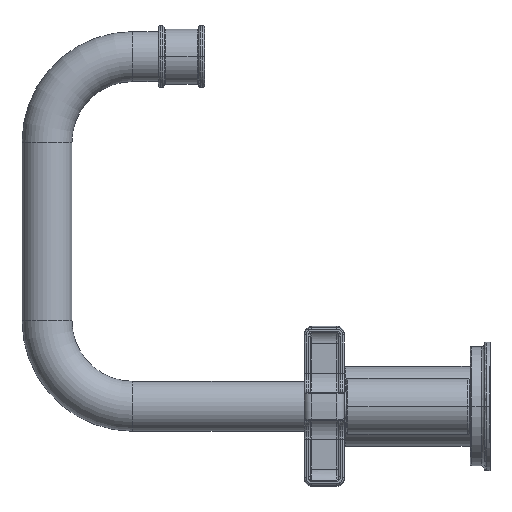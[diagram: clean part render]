
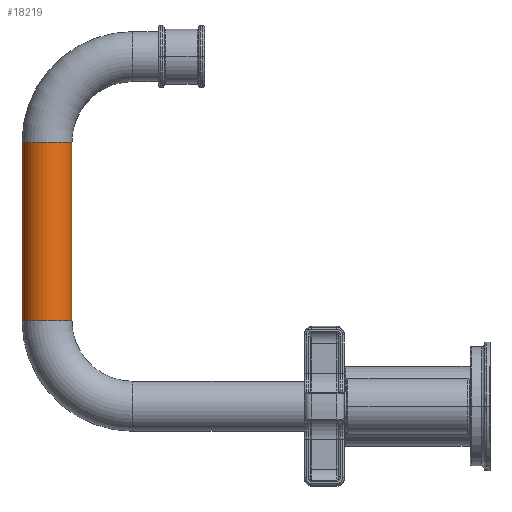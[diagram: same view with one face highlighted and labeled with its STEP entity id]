
A CAD part, left-side view. The second image highlights one B-rep face of the part: STEP entity #18219.
In plain terms, the highlighted cylindrical face has radius 11.113 mm (diameter 22.225 mm), a partial arc.
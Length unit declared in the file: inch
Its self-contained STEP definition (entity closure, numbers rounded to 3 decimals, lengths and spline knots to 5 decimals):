
#16757=CARTESIAN_POINT('',(0.,7.76,1.5));
#16758=DIRECTION('',(0.,0.,1.));
#16759=DIRECTION('',(0.,1.,0.));
#16760=AXIS2_PLACEMENT_3D('',#16757,#16758,#16759);
#16782=DIRECTION('',(0.,0.,1.));
#16783=VECTOR('',#16782,3.125);
#16784=CARTESIAN_POINT('',(0.,7.3225,1.5));
#16785=LINE('',#16784,#16783);
#16786=DIRECTION('',(0.,0.,-1.));
#16787=VECTOR('',#16786,3.125);
#16788=CARTESIAN_POINT('',(0.,8.1975,4.625));
#16789=LINE('',#16788,#16787);
#16790=CARTESIAN_POINT('',(0.,7.76,4.625));
#16791=DIRECTION('',(0.,0.,1.));
#16792=DIRECTION('',(0.,1.,0.));
#16793=AXIS2_PLACEMENT_3D('',#16790,#16791,#16792);
#17482=CARTESIAN_POINT('',(0.,8.1975,4.625));
#17483=CARTESIAN_POINT('',(0.,7.3225,4.625));
#17484=VERTEX_POINT('',#17482);
#17485=VERTEX_POINT('',#17483);
#17486=CARTESIAN_POINT('',(0.,8.1975,1.5));
#17487=VERTEX_POINT('',#17486);
#17492=CARTESIAN_POINT('',(0.,7.3225,1.5));
#17493=VERTEX_POINT('',#17492);
#18207=CARTESIAN_POINT('',(0.,7.76,1.5));
#18208=DIRECTION('',(0.,0.,1.));
#18209=DIRECTION('',(0.,-1.,0.));
#18210=AXIS2_PLACEMENT_3D('',#18207,#18208,#18209);
#18211=CYLINDRICAL_SURFACE('',#18210,0.4375);
#18212=ORIENTED_EDGE('',*,*,#18172,.F.);
#18213=ORIENTED_EDGE('',*,*,#18202,.F.);
#18215=ORIENTED_EDGE('',*,*,#18214,.T.);
#18216=ORIENTED_EDGE('',*,*,#18198,.F.);
#18217=EDGE_LOOP('',(#18212,#18213,#18215,#18216));
#18218=FACE_OUTER_BOUND('',#18217,.F.);
#18219=ADVANCED_FACE('',(#18218),#18211,.T.);
#16761=CIRCLE('',#16760,0.4375);
#16794=CIRCLE('',#16793,0.4375);
#18172=EDGE_CURVE('',#17487,#17493,#16761,.T.);
#18198=EDGE_CURVE('',#17493,#17485,#16785,.T.);
#18202=EDGE_CURVE('',#17484,#17487,#16789,.T.);
#18214=EDGE_CURVE('',#17484,#17485,#16794,.T.);
